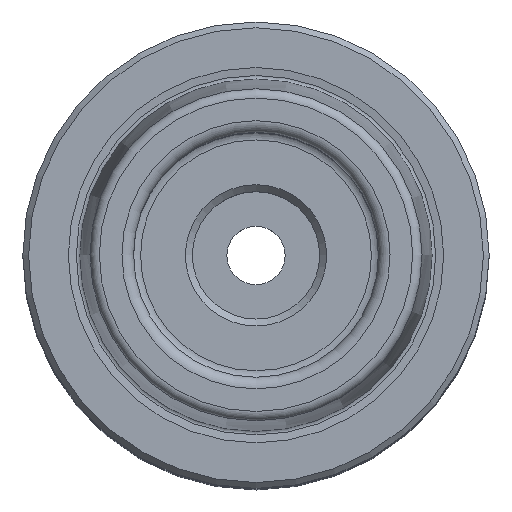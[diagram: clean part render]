
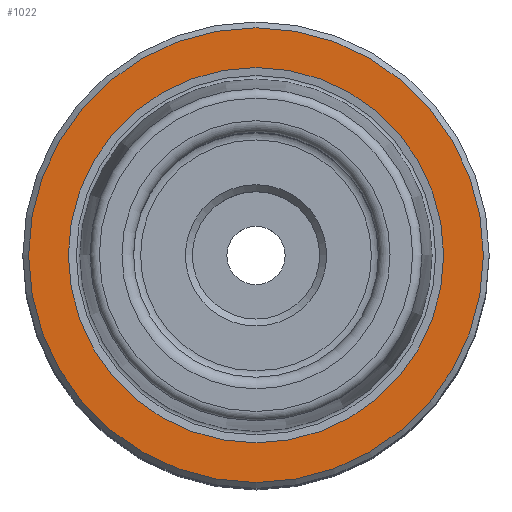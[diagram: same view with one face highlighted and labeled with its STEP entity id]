
A CAD part, top view. The second image highlights one B-rep face of the part: STEP entity #1022.
In plain terms, the highlighted planar face has unit normal (0, 0, 1).
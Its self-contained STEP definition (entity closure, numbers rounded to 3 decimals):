
#55=PLANE('',#1119);
#121=ORIENTED_EDGE('',*,*,#210,.T.);
#122=ORIENTED_EDGE('',*,*,#209,.F.);
#209=EDGE_CURVE('',#266,#266,#323,.T.);
#210=EDGE_CURVE('',#267,#267,#324,.T.);
#266=VERTEX_POINT('',#1498);
#267=VERTEX_POINT('',#1501);
#323=CIRCLE('',#1118,16.094);
#324=CIRCLE('',#1120,19.5);
#406=EDGE_LOOP('',(#121));
#407=EDGE_LOOP('',(#122));
#520=FACE_BOUND('',#406,.T.);
#521=FACE_BOUND('',#407,.T.);
#1022=ADVANCED_FACE('',(#520,#521),#55,.T.);
#1118=AXIS2_PLACEMENT_3D('',#1497,#1298,#1299);
#1119=AXIS2_PLACEMENT_3D('',#1499,#1300,#1301);
#1120=AXIS2_PLACEMENT_3D('',#1500,#1302,#1303);
#1298=DIRECTION('',(0.,0.,1.));
#1299=DIRECTION('',(1.,0.,0.));
#1300=DIRECTION('',(0.,0.,1.));
#1301=DIRECTION('',(1.,0.,0.));
#1302=DIRECTION('',(0.,0.,1.));
#1303=DIRECTION('',(1.,0.,0.));
#1497=CARTESIAN_POINT('',(0.,0.,0.));
#1498=CARTESIAN_POINT('',(16.094,0.,0.));
#1499=CARTESIAN_POINT('',(19.5,0.,0.));
#1500=CARTESIAN_POINT('',(0.,0.,0.));
#1501=CARTESIAN_POINT('',(19.5,0.,0.));
